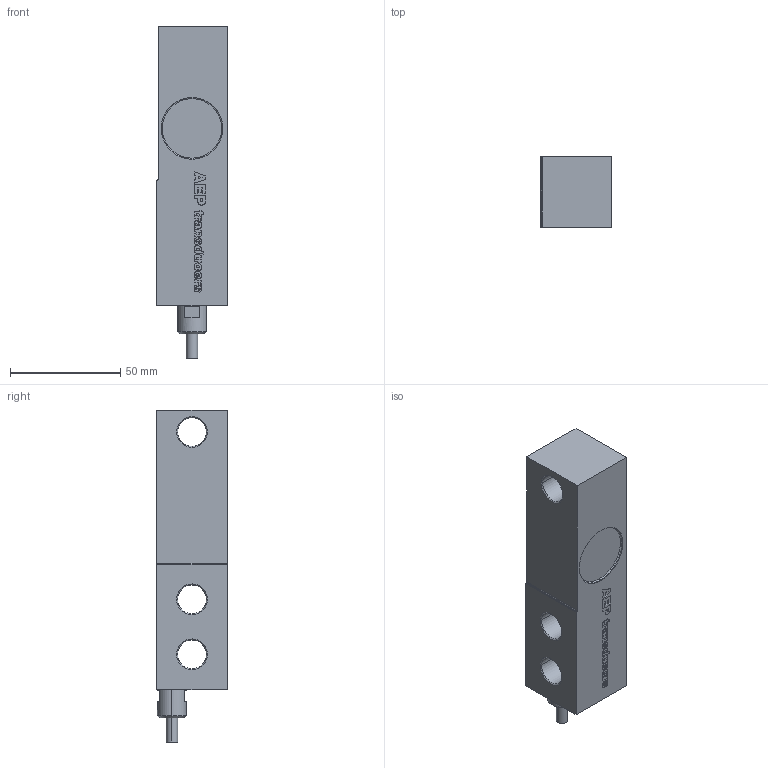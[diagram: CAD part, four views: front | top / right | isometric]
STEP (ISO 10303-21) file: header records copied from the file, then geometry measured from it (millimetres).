
FILE_DESCRIPTION(('STEP AP214'),'1');
FILE_NAME('FT1 up to 2t.stp','2015-05-18T09:00:56',(' '),(' '),'Spatial InterOp 3D',' ',' ');
FILE_SCHEMA(('automotive_design'));
Length unit declared in the file: metre
Products named in the file (1): Body
Bounding box: 32.2 x 32.2 x 150.8 mm (x, y, z)
Volume: 118007.2 mm3; surface area: 22260.3 mm2
Topology: 1 solids, 1 shells, 209 faces, 529 edges, 348 vertices
Faces by surface type: plane 131, extrusion 42, cylinder 18, cone 14, torus 4
Entity records: 8550 total; most frequent: CARTESIAN_POINT 1903, ORIENTED_EDGE 1058, DIRECTION 887, EDGE_CURVE 529, VECTOR 419, LINE 377, VERTEX_POINT 348, EDGE_LOOP 241
